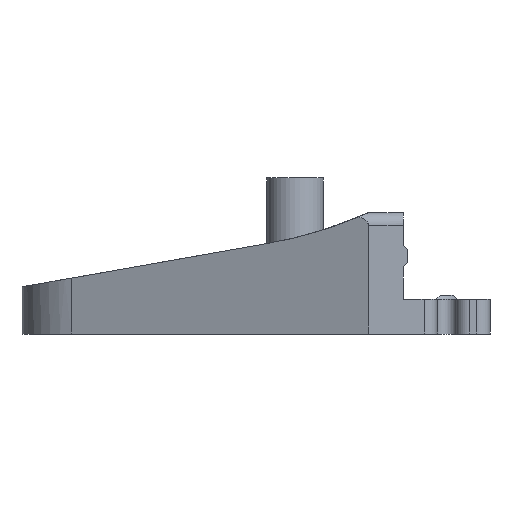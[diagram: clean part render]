
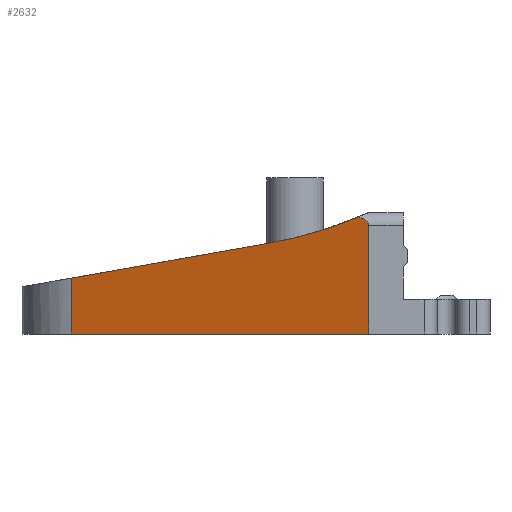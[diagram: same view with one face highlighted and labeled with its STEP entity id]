
A CAD part, front view. The second image highlights one B-rep face of the part: STEP entity #2632.
In plain terms, the highlighted planar face has unit normal (-0.33, -0.944, 0).
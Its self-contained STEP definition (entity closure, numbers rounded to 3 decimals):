
#39=ELLIPSE('',#2797,9.102,3.);
#40=ELLIPSE('',#2798,105.919,100.);
#63=PLANE('',#2796);
#191=FACE_OUTER_BOUND('',#332,.T.);
#332=EDGE_LOOP('',(#1870,#1871,#1872,#1873,#1874,#1875));
#500=LINE('',#3884,#796);
#501=LINE('',#3887,#797);
#502=LINE('',#3889,#798);
#503=LINE('',#3891,#799);
#796=VECTOR('',#3094,10.);
#797=VECTOR('',#3097,10.);
#798=VECTOR('',#3098,10.);
#799=VECTOR('',#3099,10.);
#1177=VERTEX_POINT('',#3878);
#1179=VERTEX_POINT('',#3882);
#1180=VERTEX_POINT('',#3886);
#1181=VERTEX_POINT('',#3888);
#1182=VERTEX_POINT('',#3890);
#1183=VERTEX_POINT('',#3892);
#1454=EDGE_CURVE('',#1179,#1177,#500,.T.);
#1455=EDGE_CURVE('',#1177,#1180,#501,.T.);
#1456=EDGE_CURVE('',#1181,#1179,#502,.T.);
#1457=EDGE_CURVE('',#1182,#1181,#503,.T.);
#1458=EDGE_CURVE('',#1183,#1182,#39,.T.);
#1459=EDGE_CURVE('',#1180,#1183,#40,.T.);
#1870=ORIENTED_EDGE('',*,*,#1455,.F.);
#1871=ORIENTED_EDGE('',*,*,#1454,.F.);
#1872=ORIENTED_EDGE('',*,*,#1456,.F.);
#1873=ORIENTED_EDGE('',*,*,#1457,.F.);
#1874=ORIENTED_EDGE('',*,*,#1458,.F.);
#1875=ORIENTED_EDGE('',*,*,#1459,.F.);
#2632=ADVANCED_FACE('',(#191),#63,.F.);
#2796=AXIS2_PLACEMENT_3D('',#3885,#3095,#3096);
#2797=AXIS2_PLACEMENT_3D('',#3893,#3100,#3101);
#2798=AXIS2_PLACEMENT_3D('',#3894,#3102,#3103);
#3094=DIRECTION('',(0.,0.,1.));
#3095=DIRECTION('center_axis',(0.33,0.944,0.));
#3096=DIRECTION('ref_axis',(-0.944,0.33,0.));
#3097=DIRECTION('',(0.931,-0.325,0.164));
#3098=DIRECTION('',(-0.944,0.33,0.));
#3099=DIRECTION('',(0.,0.,-1.));
#3100=DIRECTION('center_axis',(0.33,0.944,0.));
#3101=DIRECTION('ref_axis',(0.944,-0.33,0.));
#3102=DIRECTION('center_axis',(-0.33,-0.944,0.));
#3103=DIRECTION('ref_axis',(0.944,-0.33,0.));
#3878=CARTESIAN_POINT('',(53.397,233.95,25.894));
#3882=CARTESIAN_POINT('',(53.397,233.95,13.));
#3884=CARTESIAN_POINT('',(53.397,233.95,13.));
#3885=CARTESIAN_POINT('Origin',(122.,210.,13.));
#3886=CARTESIAN_POINT('',(98.753,218.116,33.898));
#3887=CARTESIAN_POINT('',(151.879,199.569,43.273));
#3888=CARTESIAN_POINT('',(122.,210.,13.));
#3889=CARTESIAN_POINT('',(93.991,219.778,13.));
#3890=CARTESIAN_POINT('',(122.,210.,38.));
#3891=CARTESIAN_POINT('',(122.,210.,21.));
#3892=CARTESIAN_POINT('',(119.739,210.789,40.028));
#3893=CARTESIAN_POINT('Origin',(113.407,213.,38.));
#3894=CARTESIAN_POINT('Origin',(81.374,224.183,132.376));
